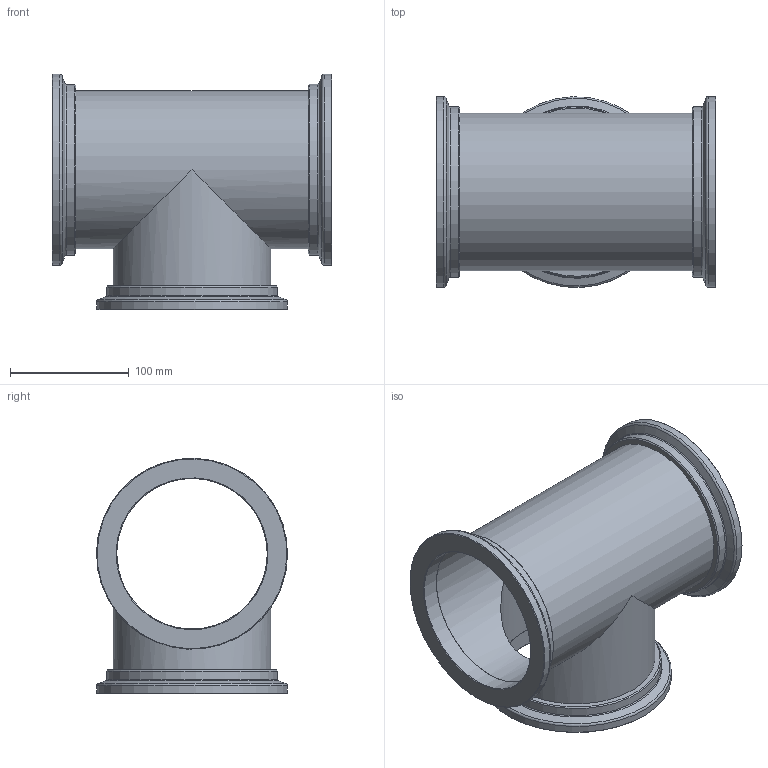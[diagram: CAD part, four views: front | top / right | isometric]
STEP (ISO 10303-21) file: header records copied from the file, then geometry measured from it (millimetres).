
FILE_DESCRIPTION(/* description */ (''),/* implementation_level */ '2;1');
FILE_NAME(/* name */ '33.125003.260.312',/* time_stamp */ '2019-06-18T12:16:43+02:00',/* author */ ('Murat Coskun Bicak'),/* organization */ ('Evac AG'),/* preprocessor_version */ 'ST-DEVELOPER v16.7',/* originating_system */ 'DEX',/* authorisation */ $);
FILE_SCHEMA (('AUTOMOTIVE_DESIGN {1 0 10303 214 3 1 1}'));
Length unit declared in the file: millimetre
Products named in the file (3): 33.125003.260.312; 33.125003.260.312-Rohr; 32.125003.210.312
Assembly tree (4 placements, depth 2):
  33.125003.260.312
    33.125003.260.312-Rohr
    32.125003.210.312  x3
Bounding box: 236 x 161 x 198.5 mm (x, y, z)
Volume: 590299.3 mm3; surface area: 281207.6 mm2
Topology: 4 solids, 4 shells, 49 faces, 91 edges, 54 vertices
Faces by surface type: cylinder 16, plane 12, cone 12, torus 9
Full cylindrical faces by diameter (mm): 127 x5, 133 x5, 144 x3, 161 x3
Entity records: 558 total; most frequent: DIRECTION 100, CARTESIAN_POINT 74, AXIS2_PLACEMENT_3D 50, ORIENTED_EDGE 48, EDGE_LOOP 44, FACE_BOUND 44, EDGE_CURVE 24, VERTEX_POINT 24
